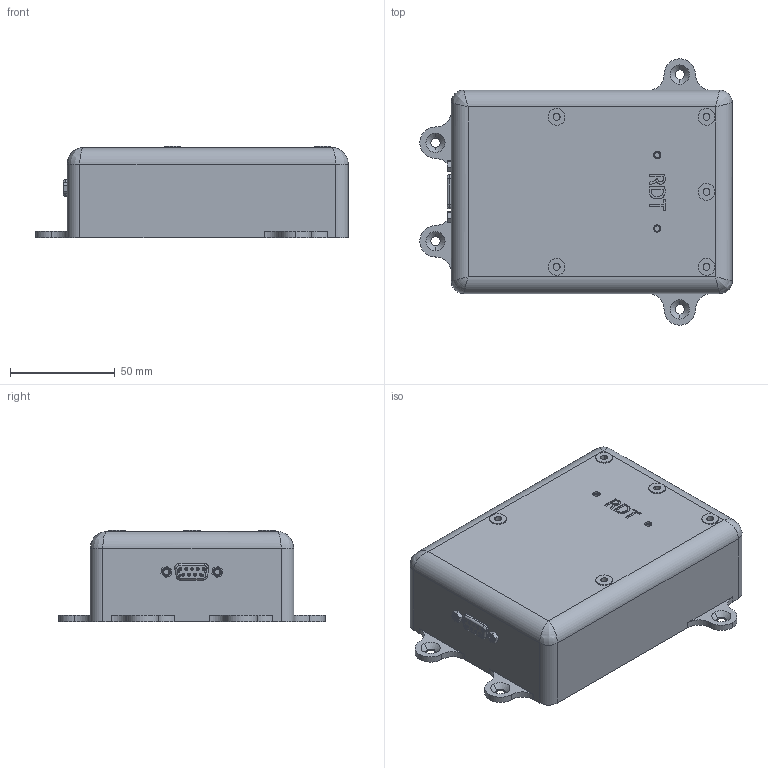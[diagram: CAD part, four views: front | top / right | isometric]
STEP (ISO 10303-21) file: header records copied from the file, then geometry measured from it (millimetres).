
FILE_DESCRIPTION (( 'STEP AP214' ), '1' );
FILE_NAME ('P-105-Solid-rev-B.STEP', '2021-02-25T11:14:49', ( '' ), ( '' ), 'SwSTEP 2.0', 'SolidWorks 2021', '' );
FILE_SCHEMA (( 'AUTOMOTIVE_DESIGN' ));
Length unit declared in the file: millimetre
Products named in the file (1): P-105-Solid-rev-B
Bounding box: 149 x 127 x 43.5 mm (x, y, z)
Volume: 553037.1 mm3; surface area: 47082.3 mm2
Topology: 1 solids, 1 shells, 354 faces, 871 edges, 555 vertices
Faces by surface type: plane 115, cylinder 114, bspline 77, cone 48
Entity records: 18602 total; most frequent: CARTESIAN_POINT 6998, ORIENTED_EDGE 1718, DIRECTION 1465, EDGE_CURVE 859, VERTEX_POINT 555, AXIS2_PLACEMENT_3D 518, LINE 429, VECTOR 429
